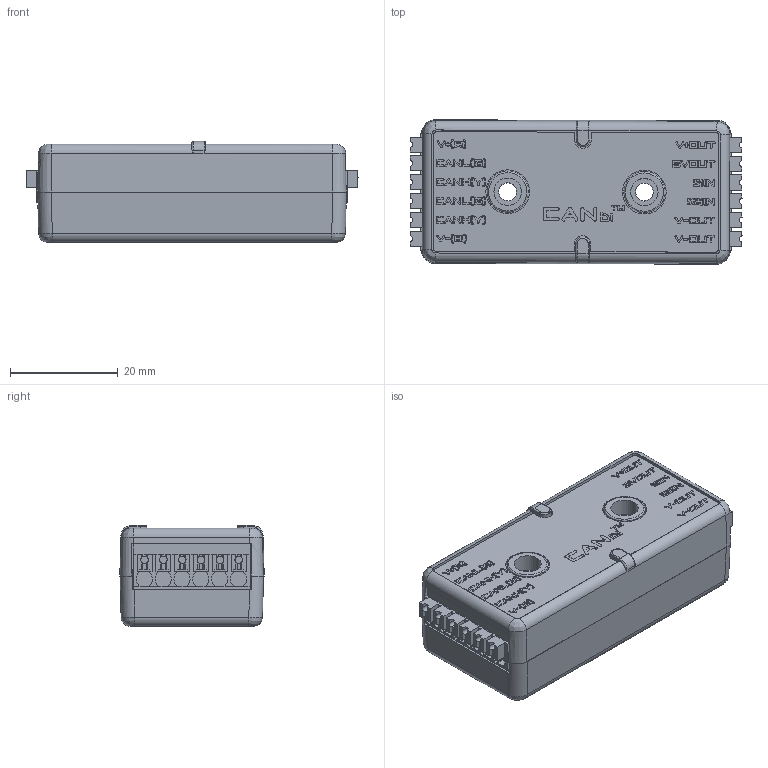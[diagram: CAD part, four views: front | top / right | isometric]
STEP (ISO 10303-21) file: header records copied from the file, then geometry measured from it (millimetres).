
FILE_DESCRIPTION (( 'STEP AP214' ), '1' );
FILE_NAME ('WCP-1698.step', '2024-12-20T23:19:02', ( '' ), ( '' ), 'SwSTEP 2.0', 'SolidWorks 2022', '' );
FILE_SCHEMA (( 'AUTOMOTIVE_DESIGN' ));
Length unit declared in the file: inch
Products named in the file (1): WCP-1698
Bounding box: 61.7 x 26.83 x 18.79 mm (x, y, z)
Surface area: 24114.3 mm2 (no closed solid volume)
Topology: 0 solids, 129 shells, 3673 faces, 9845 edges, 6505 vertices
Faces by surface type: plane 2529, cylinder 587, bspline 534, cone 15, sphere 8
Entity records: 138865 total; most frequent: CARTESIAN_POINT 43641, ORIENTED_EDGE 19596, DIRECTION 15849, EDGE_CURVE 9845, LINE 7409, VECTOR 7409, VERTEX_POINT 6505, AXIS2_PLACEMENT_3D 4220
